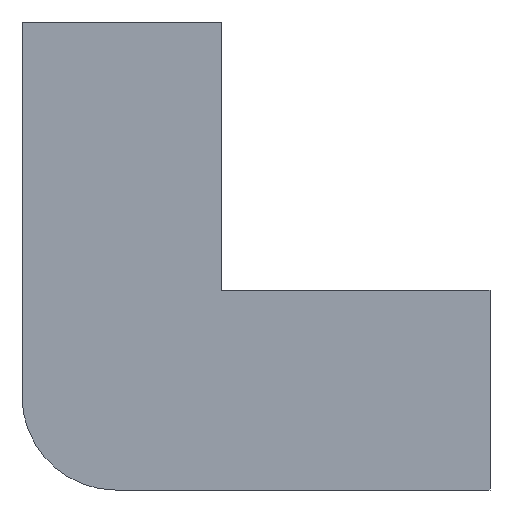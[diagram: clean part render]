
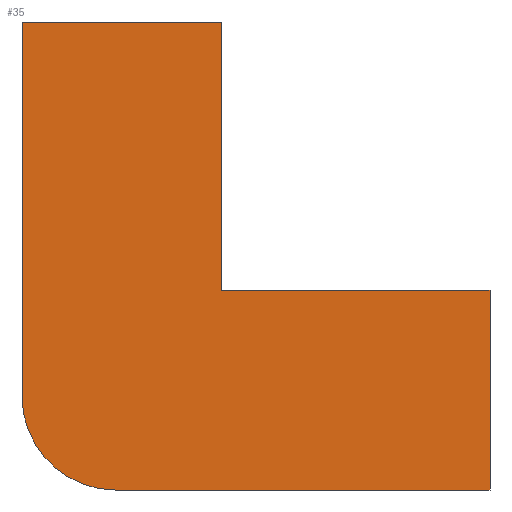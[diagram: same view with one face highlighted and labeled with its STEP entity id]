
A CAD part, left-side view. The second image highlights one B-rep face of the part: STEP entity #35.
In plain terms, the highlighted planar face has unit normal (-1, 0, 0).
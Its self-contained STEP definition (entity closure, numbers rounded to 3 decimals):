
#7 = EDGE_CURVE ( 'NONE', #282, #273, #266, .T. ) ;
#27 = ORIENTED_EDGE ( 'NONE', *, *, #7, .F. ) ;
#30 = CARTESIAN_POINT ( 'NONE',  ( -32.95, 50., 50. ) ) ;
#35 = ADVANCED_FACE ( 'NONE', ( #254 ), #110, .F. ) ;
#45 = EDGE_CURVE ( 'NONE', #178, #463, #239, .T. ) ;
#49 = LINE ( 'NONE', #114, #62 ) ;
#60 = CIRCLE ( 'NONE', #220, 20. ) ;
#62 = VECTOR ( 'NONE', #112, 1000. ) ;
#81 = VECTOR ( 'NONE', #202, 1000. ) ;
#99 = CARTESIAN_POINT ( 'NONE',  ( -32.95, 50., 50. ) ) ;
#104 = LINE ( 'NONE', #206, #81 ) ;
#110 = PLANE ( 'NONE',  #151 ) ;
#112 = DIRECTION ( 'NONE',  ( 0., -1., 0. ) ) ;
#114 = CARTESIAN_POINT ( 'NONE',  ( -32.95, -50., -7.3 ) ) ;
#123 = CARTESIAN_POINT ( 'NONE',  ( -32.95, 7.3, 50. ) ) ;
#125 = DIRECTION ( 'NONE',  ( 0., 0., 1. ) ) ;
#139 = EDGE_CURVE ( 'NONE', #467, #315, #204, .T. ) ;
#149 = DIRECTION ( 'NONE',  ( 0., 0., -1. ) ) ;
#151 = AXIS2_PLACEMENT_3D ( 'NONE', #444, #212, #219 ) ;
#152 = DIRECTION ( 'NONE',  ( 1., 0., 0. ) ) ;
#155 = CARTESIAN_POINT ( 'NONE',  ( -32.95, 30., -30. ) ) ;
#158 = LINE ( 'NONE', #391, #162 ) ;
#162 = VECTOR ( 'NONE', #387, 1000. ) ;
#178 = VERTEX_POINT ( 'NONE', #479 ) ;
#179 = ORIENTED_EDGE ( 'NONE', *, *, #45, .F. ) ;
#188 = ORIENTED_EDGE ( 'NONE', *, *, #322, .F. ) ;
#195 = VECTOR ( 'NONE', #529, 1000. ) ;
#202 = DIRECTION ( 'NONE',  ( 0., 1., 0. ) ) ;
#204 = LINE ( 'NONE', #527, #195 ) ;
#206 = CARTESIAN_POINT ( 'NONE',  ( -32.95, 30., -50. ) ) ;
#207 = CARTESIAN_POINT ( 'NONE',  ( -32.95, 7.3, -7.3 ) ) ;
#212 = DIRECTION ( 'NONE',  ( 1., 0., 0. ) ) ;
#214 = EDGE_CURVE ( 'NONE', #463, #467, #158, .T. ) ;
#219 = DIRECTION ( 'NONE',  ( 0., 0., -1. ) ) ;
#220 = AXIS2_PLACEMENT_3D ( 'NONE', #155, #152, #149 ) ;
#239 = LINE ( 'NONE', #30, #243 ) ;
#243 = VECTOR ( 'NONE', #125, 1000. ) ;
#254 = FACE_OUTER_BOUND ( 'NONE', #349, .T. ) ;
#255 = DIRECTION ( 'NONE',  ( 0., 0., -1. ) ) ;
#263 = VECTOR ( 'NONE', #255, 1000. ) ;
#266 = LINE ( 'NONE', #498, #263 ) ;
#268 = CARTESIAN_POINT ( 'NONE',  ( -32.95, 30., -50. ) ) ;
#273 = VERTEX_POINT ( 'NONE', #351 ) ;
#282 = VERTEX_POINT ( 'NONE', #307 ) ;
#293 = VERTEX_POINT ( 'NONE', #268 ) ;
#307 = CARTESIAN_POINT ( 'NONE',  ( -32.95, -50., -7.3 ) ) ;
#315 = VERTEX_POINT ( 'NONE', #207 ) ;
#322 = EDGE_CURVE ( 'NONE', #273, #293, #104, .T. ) ;
#349 = EDGE_LOOP ( 'NONE', ( #27, #494, #497, #499, #179, #488, #188 ) ) ;
#351 = CARTESIAN_POINT ( 'NONE',  ( -32.95, -50., -50. ) ) ;
#362 = EDGE_CURVE ( 'NONE', #293, #178, #60, .T. ) ;
#387 = DIRECTION ( 'NONE',  ( 0., -1., 0. ) ) ;
#391 = CARTESIAN_POINT ( 'NONE',  ( -32.95, 50., 50. ) ) ;
#432 = EDGE_CURVE ( 'NONE', #315, #282, #49, .T. ) ;
#444 = CARTESIAN_POINT ( 'NONE',  ( -32.95, 30., -30. ) ) ;
#463 = VERTEX_POINT ( 'NONE', #99 ) ;
#467 = VERTEX_POINT ( 'NONE', #123 ) ;
#479 = CARTESIAN_POINT ( 'NONE',  ( -32.95, 50., -30. ) ) ;
#488 = ORIENTED_EDGE ( 'NONE', *, *, #362, .F. ) ;
#494 = ORIENTED_EDGE ( 'NONE', *, *, #432, .F. ) ;
#497 = ORIENTED_EDGE ( 'NONE', *, *, #139, .F. ) ;
#498 = CARTESIAN_POINT ( 'NONE',  ( -32.95, -50., -7.3 ) ) ;
#499 = ORIENTED_EDGE ( 'NONE', *, *, #214, .F. ) ;
#527 = CARTESIAN_POINT ( 'NONE',  ( -32.95, 7.3, 50. ) ) ;
#529 = DIRECTION ( 'NONE',  ( 0., 0., -1. ) ) ;
